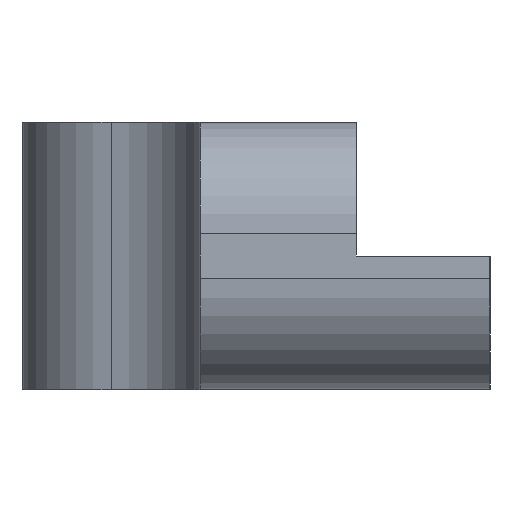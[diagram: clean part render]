
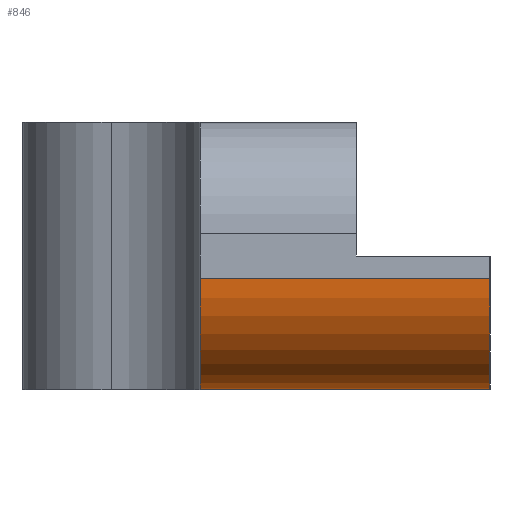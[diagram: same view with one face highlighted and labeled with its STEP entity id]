
A CAD part, left-side view. The second image highlights one B-rep face of the part: STEP entity #846.
In plain terms, the highlighted cylindrical face has radius 5 mm (diameter 10 mm), a partial arc.
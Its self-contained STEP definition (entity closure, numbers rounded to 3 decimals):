
#68=FACE_OUTER_BOUND('',#116,.T.);
#116=EDGE_LOOP('',(#681,#682,#683,#684));
#186=LINE('',#1341,#276);
#201=LINE('',#1379,#291);
#276=VECTOR('',#1076,10.);
#291=VECTOR('',#1105,10.);
#339=CIRCLE('',#909,5.);
#349=CIRCLE('',#928,5.);
#397=VERTEX_POINT('',#1307);
#398=VERTEX_POINT('',#1309);
#407=VERTEX_POINT('',#1339);
#423=VERTEX_POINT('',#1377);
#485=EDGE_CURVE('',#398,#397,#339,.T.);
#501=EDGE_CURVE('',#397,#407,#186,.T.);
#519=EDGE_CURVE('',#407,#423,#349,.T.);
#520=EDGE_CURVE('',#423,#398,#201,.T.);
#681=ORIENTED_EDGE('',*,*,#519,.T.);
#682=ORIENTED_EDGE('',*,*,#520,.T.);
#683=ORIENTED_EDGE('',*,*,#485,.T.);
#684=ORIENTED_EDGE('',*,*,#501,.T.);
#823=CYLINDRICAL_SURFACE('',#927,5.);
#846=ADVANCED_FACE('',(#68),#823,.T.);
#909=AXIS2_PLACEMENT_3D('',#1310,#1041,#1042);
#927=AXIS2_PLACEMENT_3D('',#1376,#1101,#1102);
#928=AXIS2_PLACEMENT_3D('',#1378,#1103,#1104);
#1041=DIRECTION('center_axis',(0.,-1.,0.));
#1042=DIRECTION('ref_axis',(-0.707,0.,-0.707));
#1076=DIRECTION('',(0.,-1.,0.));
#1101=DIRECTION('center_axis',(0.,-1.,0.));
#1102=DIRECTION('ref_axis',(-0.707,0.,-0.707));
#1103=DIRECTION('center_axis',(0.,1.,0.));
#1104=DIRECTION('ref_axis',(-0.707,0.,-0.707));
#1105=DIRECTION('',(0.,1.,0.));
#1307=CARTESIAN_POINT('',(-36.,-40.5,0.));
#1309=CARTESIAN_POINT('',(-41.,-40.5,5.));
#1310=CARTESIAN_POINT('Origin',(-36.,-40.5,5.));
#1339=CARTESIAN_POINT('',(-36.,-53.5,0.));
#1341=CARTESIAN_POINT('',(-36.,-43.75,0.));
#1376=CARTESIAN_POINT('Origin',(-36.,-43.75,5.));
#1377=CARTESIAN_POINT('',(-41.,-53.5,5.));
#1378=CARTESIAN_POINT('Origin',(-36.,-53.5,5.));
#1379=CARTESIAN_POINT('',(-41.,-43.75,5.));
